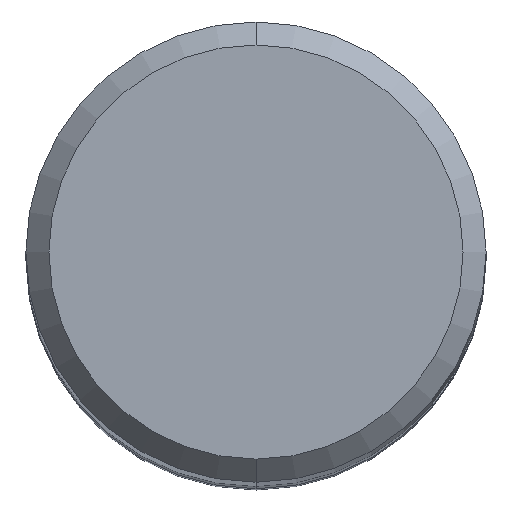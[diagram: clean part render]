
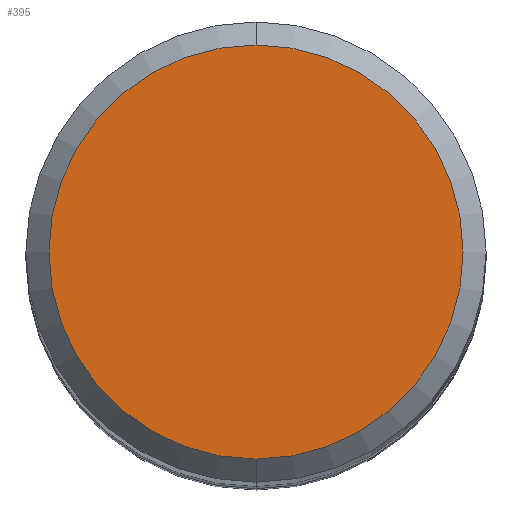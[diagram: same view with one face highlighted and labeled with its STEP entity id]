
A CAD part, top view. The second image highlights one B-rep face of the part: STEP entity #395.
In plain terms, the highlighted planar face has unit normal (0, 0, 1).
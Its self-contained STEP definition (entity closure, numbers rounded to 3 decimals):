
#243=EDGE_CURVE('',#539,#325,#632,.T.);
#325=VERTEX_POINT('',#725);
#395=ADVANCED_FACE('',(#800),#801,.T.);
#539=VERTEX_POINT('',#964);
#579=EDGE_CURVE('',#325,#539,#1007,.T.);
#632=CIRCLE('',#1064,4.5);
#725=CARTESIAN_POINT('',(0.0,4.5,0.0));
#800=FACE_OUTER_BOUND('',#1384,.T.);
#801=PLANE('',#1385);
#964=CARTESIAN_POINT('',(0.,-4.5,0.0));
#1007=CIRCLE('',#1793,4.5);
#1064=AXIS2_PLACEMENT_3D('',#1838,#1839,#1840);
#1384=EDGE_LOOP('',(#2039,#2040));
#1385=AXIS2_PLACEMENT_3D('',#2041,#2042,#2043);
#1793=AXIS2_PLACEMENT_3D('',#2286,#2287,#2288);
#1838=CARTESIAN_POINT('',(0.0,0.0,0.0));
#1839=DIRECTION('',(0.0,0.0,-1.0));
#1840=DIRECTION('',(0.0,1.0,0.0));
#2039=ORIENTED_EDGE('',*,*,#579,.F.);
#2040=ORIENTED_EDGE('',*,*,#243,.F.);
#2041=CARTESIAN_POINT('',(0.0,2.25,0.0));
#2042=DIRECTION('',(-0.0,0.0,1.0));
#2043=DIRECTION('',(0.0,-1.0,0.0));
#2286=CARTESIAN_POINT('',(0.0,0.0,0.0));
#2287=DIRECTION('',(0.0,0.0,-1.0));
#2288=DIRECTION('',(0.0,1.0,0.0));
